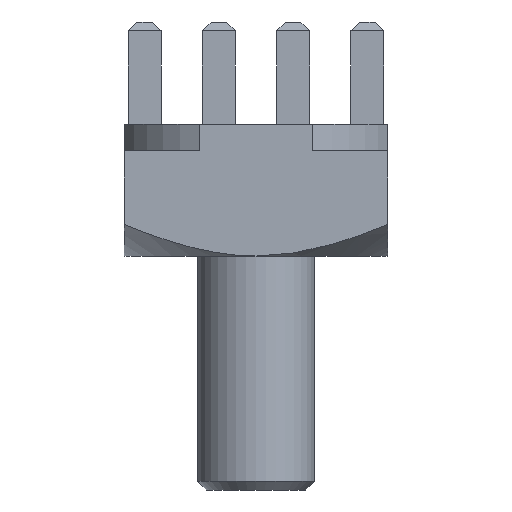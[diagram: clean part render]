
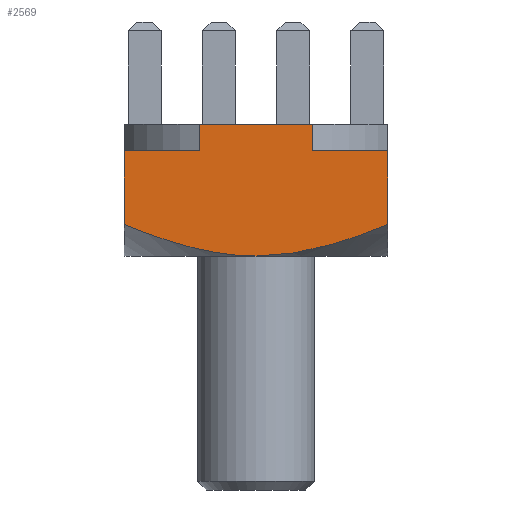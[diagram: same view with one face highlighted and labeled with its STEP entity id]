
A CAD part, front view. The second image highlights one B-rep face of the part: STEP entity #2569.
In plain terms, the highlighted planar face has unit normal (0, -1, 0).
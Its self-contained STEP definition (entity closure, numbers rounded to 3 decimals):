
#32 = AXIS2_PLACEMENT_3D ( 'NONE', #2230, #2241, #2242 ) ;
#110 = VECTOR ( 'NONE', #1910, 1000. ) ;
#774 = B_SPLINE_CURVE_WITH_KNOTS ( 'NONE', 3,
 ( #3075, #3095, #3105, #3106, #3107, #3108, #3109, #3110 ),
 .UNSPECIFIED., .F., .F.,
 ( 4, 2, 2, 4 ),
 ( 0.012, 0.013, 0.014, 0.016 ),
 .UNSPECIFIED. ) ;
#776 = B_SPLINE_CURVE_WITH_KNOTS ( 'NONE', 3,
 ( #3092, #3078, #3097, #3098, #3099, #3100, #3101, #3102 ),
 .UNSPECIFIED., .F., .F.,
 ( 4, 2, 2, 4 ),
 ( 0.016, 0.018, 0.019, 0.021 ),
 .UNSPECIFIED. ) ;
#834 = CARTESIAN_POINT ( 'NONE',  ( -1.939, -4.5, 0. ) ) ;
#982 = EDGE_LOOP ( 'NONE', ( #1255, #1256, #1257, #1258, #1259, #1260, #1261, #1262, #1263 ) ) ;
#1114 = VERTEX_POINT ( 'NONE', #834 ) ;
#1158 = VERTEX_POINT ( 'NONE', #2863 ) ;
#1165 = VERTEX_POINT ( 'NONE', #2870 ) ;
#1169 = VERTEX_POINT ( 'NONE', #2874 ) ;
#1170 = VERTEX_POINT ( 'NONE', #2875 ) ;
#1173 = VERTEX_POINT ( 'NONE', #2878 ) ;
#1181 = VERTEX_POINT ( 'NONE', #2886 ) ;
#1200 = VERTEX_POINT ( 'NONE', #2905 ) ;
#1236 = VERTEX_POINT ( 'NONE', #2941 ) ;
#1255 = ORIENTED_EDGE ( 'NONE', *, *, #2673, .T. ) ;
#1256 = ORIENTED_EDGE ( 'NONE', *, *, #2674, .T. ) ;
#1257 = ORIENTED_EDGE ( 'NONE', *, *, #2675, .T. ) ;
#1258 = ORIENTED_EDGE ( 'NONE', *, *, #2640, .F. ) ;
#1259 = ORIENTED_EDGE ( 'NONE', *, *, #2676, .T. ) ;
#1260 = ORIENTED_EDGE ( 'NONE', *, *, #2677, .T. ) ;
#1261 = ORIENTED_EDGE ( 'NONE', *, *, #2678, .F. ) ;
#1262 = ORIENTED_EDGE ( 'NONE', *, *, #2679, .F. ) ;
#1263 = ORIENTED_EDGE ( 'NONE', *, *, #2680, .F. ) ;
#1902 = LINE ( 'NONE', #1909, #110 ) ;
#1909 = CARTESIAN_POINT ( 'NONE',  ( -4.5, -4.5, 0. ) ) ;
#1910 = DIRECTION ( 'NONE',  ( 1., 0., 0. ) ) ;
#1950 = VECTOR ( 'NONE', #3079, 1000. ) ;
#1952 = VECTOR ( 'NONE', #3081, 1000. ) ;
#1955 = VECTOR ( 'NONE', #3084, 1000. ) ;
#1956 = VECTOR ( 'NONE', #3087, 1000. ) ;
#1957 = VECTOR ( 'NONE', #3090, 1000. ) ;
#1958 = VECTOR ( 'NONE', #3094, 1000. ) ;
#2230 = CARTESIAN_POINT ( 'NONE',  ( -4.5, -4.5, -4.5 ) ) ;
#2237 = FACE_OUTER_BOUND ( 'NONE', #982, .T. ) ;
#2238 = PLANE ( 'NONE',  #32 ) ;
#2241 = DIRECTION ( 'NONE',  ( 0., -1., 0. ) ) ;
#2242 = DIRECTION ( 'NONE',  ( 1., 0., 0. ) ) ;
#2569 = ADVANCED_FACE ( 'NONE', ( #2237 ), #2238, .T. ) ;
#2640 = EDGE_CURVE ( 'NONE', #1114, #1236, #1902, .T. ) ;
#2673 = EDGE_CURVE ( 'NONE', #1165, #1158, #3069, .T. ) ;
#2674 = EDGE_CURVE ( 'NONE', #1158, #1173, #3072, .T. ) ;
#2675 = EDGE_CURVE ( 'NONE', #1173, #1236, #3082, .T. ) ;
#2676 = EDGE_CURVE ( 'NONE', #1114, #1170, #3085, .T. ) ;
#2677 = EDGE_CURVE ( 'NONE', #1170, #1200, #3088, .T. ) ;
#2678 = EDGE_CURVE ( 'NONE', #1181, #1200, #3091, .T. ) ;
#2679 = EDGE_CURVE ( 'NONE', #1169, #1181, #776, .T. ) ;
#2680 = EDGE_CURVE ( 'NONE', #1165, #1169, #774, .T. ) ;
#2863 = CARTESIAN_POINT ( 'NONE',  ( 4.5, -4.5, -0.9 ) ) ;
#2870 = CARTESIAN_POINT ( 'NONE',  ( 4.5, -4.5, -3.424 ) ) ;
#2874 = CARTESIAN_POINT ( 'NONE',  ( 0., -4.5, -4.5 ) ) ;
#2875 = CARTESIAN_POINT ( 'NONE',  ( -1.939, -4.5, -0.9 ) ) ;
#2878 = CARTESIAN_POINT ( 'NONE',  ( 1.939, -4.5, -0.9 ) ) ;
#2886 = CARTESIAN_POINT ( 'NONE',  ( -4.5, -4.5, -3.424 ) ) ;
#2905 = CARTESIAN_POINT ( 'NONE',  ( -4.5, -4.5, -0.9 ) ) ;
#2941 = CARTESIAN_POINT ( 'NONE',  ( 1.939, -4.5, 0. ) ) ;
#3069 = LINE ( 'NONE', #3077, #1950 ) ;
#3072 = LINE ( 'NONE', #3080, #1952 ) ;
#3075 = CARTESIAN_POINT ( 'NONE',  ( 4.5, -4.5, -3.424 ) ) ;
#3077 = CARTESIAN_POINT ( 'NONE',  ( 4.5, -4.5, -4.5 ) ) ;
#3078 = CARTESIAN_POINT ( 'NONE',  ( -0.388, -4.5, -4.5 ) ) ;
#3079 = DIRECTION ( 'NONE',  ( 0., 0., 1. ) ) ;
#3080 = CARTESIAN_POINT ( 'NONE',  ( -4.5, -4.5, -0.9 ) ) ;
#3081 = DIRECTION ( 'NONE',  ( -1., 0., 0. ) ) ;
#3082 = LINE ( 'NONE', #3083, #1955 ) ;
#3083 = CARTESIAN_POINT ( 'NONE',  ( 1.939, -4.5, -0.9 ) ) ;
#3084 = DIRECTION ( 'NONE',  ( 0., 0., 1. ) ) ;
#3085 = LINE ( 'NONE', #3086, #1956 ) ;
#3086 = CARTESIAN_POINT ( 'NONE',  ( -1.939, -4.5, -0.9 ) ) ;
#3087 = DIRECTION ( 'NONE',  ( 0., 0., -1. ) ) ;
#3088 = LINE ( 'NONE', #3089, #1957 ) ;
#3089 = CARTESIAN_POINT ( 'NONE',  ( -4.5, -4.5, -0.9 ) ) ;
#3090 = DIRECTION ( 'NONE',  ( -1., 0., 0. ) ) ;
#3091 = LINE ( 'NONE', #3093, #1958 ) ;
#3092 = CARTESIAN_POINT ( 'NONE',  ( 0., -4.5, -4.5 ) ) ;
#3093 = CARTESIAN_POINT ( 'NONE',  ( -4.5, -4.5, -4.5 ) ) ;
#3094 = DIRECTION ( 'NONE',  ( 0., 0., 1. ) ) ;
#3095 = CARTESIAN_POINT ( 'NONE',  ( 4.141, -4.5, -3.571 ) ) ;
#3097 = CARTESIAN_POINT ( 'NONE',  ( -0.78, -4.5, -4.47 ) ) ;
#3098 = CARTESIAN_POINT ( 'NONE',  ( -1.547, -4.5, -4.359 ) ) ;
#3099 = CARTESIAN_POINT ( 'NONE',  ( -1.925, -4.5, -4.279 ) ) ;
#3100 = CARTESIAN_POINT ( 'NONE',  ( -3.047, -4.5, -3.984 ) ) ;
#3101 = CARTESIAN_POINT ( 'NONE',  ( -3.782, -4.5, -3.717 ) ) ;
#3102 = CARTESIAN_POINT ( 'NONE',  ( -4.5, -4.5, -3.424 ) ) ;
#3105 = CARTESIAN_POINT ( 'NONE',  ( 3.778, -4.5, -3.71 ) ) ;
#3106 = CARTESIAN_POINT ( 'NONE',  ( 3.04, -4.5, -3.967 ) ) ;
#3107 = CARTESIAN_POINT ( 'NONE',  ( 2.668, -4.5, -4.084 ) ) ;
#3108 = CARTESIAN_POINT ( 'NONE',  ( 1.543, -4.5, -4.379 ) ) ;
#3109 = CARTESIAN_POINT ( 'NONE',  ( 0.782, -4.5, -4.5 ) ) ;
#3110 = CARTESIAN_POINT ( 'NONE',  ( 0., -4.5, -4.5 ) ) ;
